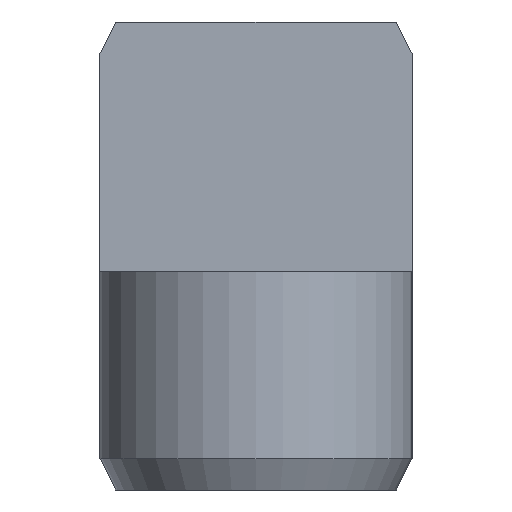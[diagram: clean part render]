
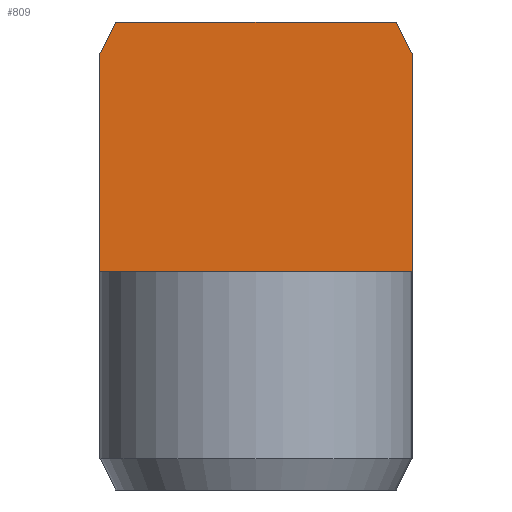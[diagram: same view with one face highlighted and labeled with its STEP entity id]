
A CAD part, left-side view. The second image highlights one B-rep face of the part: STEP entity #809.
In plain terms, the highlighted planar face has unit normal (-1, 0, 0).
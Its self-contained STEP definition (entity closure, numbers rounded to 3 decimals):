
#48=FACE_OUTER_BOUND('',#100,.T.);
#100=EDGE_LOOP('',(#558,#559,#560,#561,#562,#563));
#194=LINE('',#1236,#276);
#197=LINE('',#1243,#279);
#198=LINE('',#1245,#280);
#199=LINE('',#1246,#281);
#200=LINE('',#1248,#282);
#201=LINE('',#1249,#283);
#276=VECTOR('',#978,10.);
#279=VECTOR('',#983,10.);
#280=VECTOR('',#984,10.);
#281=VECTOR('',#985,10.);
#282=VECTOR('',#986,10.);
#283=VECTOR('',#987,10.);
#360=VERTEX_POINT('',#1233);
#361=VERTEX_POINT('',#1235);
#363=VERTEX_POINT('',#1241);
#364=VERTEX_POINT('',#1242);
#365=VERTEX_POINT('',#1244);
#366=VERTEX_POINT('',#1247);
#436=EDGE_CURVE('',#360,#361,#194,.T.);
#439=EDGE_CURVE('',#363,#364,#197,.T.);
#440=EDGE_CURVE('',#365,#363,#198,.T.);
#441=EDGE_CURVE('',#361,#365,#199,.T.);
#442=EDGE_CURVE('',#360,#366,#200,.T.);
#443=EDGE_CURVE('',#364,#366,#201,.T.);
#558=ORIENTED_EDGE('',*,*,#439,.F.);
#559=ORIENTED_EDGE('',*,*,#440,.F.);
#560=ORIENTED_EDGE('',*,*,#441,.F.);
#561=ORIENTED_EDGE('',*,*,#436,.F.);
#562=ORIENTED_EDGE('',*,*,#442,.T.);
#563=ORIENTED_EDGE('',*,*,#443,.F.);
#776=PLANE('',#878);
#809=ADVANCED_FACE('',(#48),#776,.F.);
#878=AXIS2_PLACEMENT_3D('',#1240,#981,#982);
#978=DIRECTION('',(0.,0.,1.));
#981=DIRECTION('center_axis',(1.,0.,0.));
#982=DIRECTION('ref_axis',(0.,-1.,0.));
#983=DIRECTION('',(0.,-0.447,-0.894));
#984=DIRECTION('',(0.,-1.,0.));
#985=DIRECTION('',(0.,-0.447,0.894));
#986=DIRECTION('',(0.,-1.,0.));
#987=DIRECTION('',(0.,0.,-1.));
#1233=CARTESIAN_POINT('',(46.55,5.,7.));
#1235=CARTESIAN_POINT('',(46.55,5.,14.));
#1236=CARTESIAN_POINT('',(46.55,5.,7.5));
#1240=CARTESIAN_POINT('Origin',(46.55,5.,15.));
#1241=CARTESIAN_POINT('',(46.55,-4.5,15.));
#1242=CARTESIAN_POINT('',(46.55,-5.,14.));
#1243=CARTESIAN_POINT('',(46.55,-3.675,16.65));
#1244=CARTESIAN_POINT('',(46.55,4.5,15.));
#1245=CARTESIAN_POINT('',(46.55,2.5,15.));
#1246=CARTESIAN_POINT('',(46.55,4.675,14.65));
#1247=CARTESIAN_POINT('',(46.55,-5.,7.));
#1248=CARTESIAN_POINT('',(46.55,0.,7.));
#1249=CARTESIAN_POINT('',(46.55,-5.,7.5));
